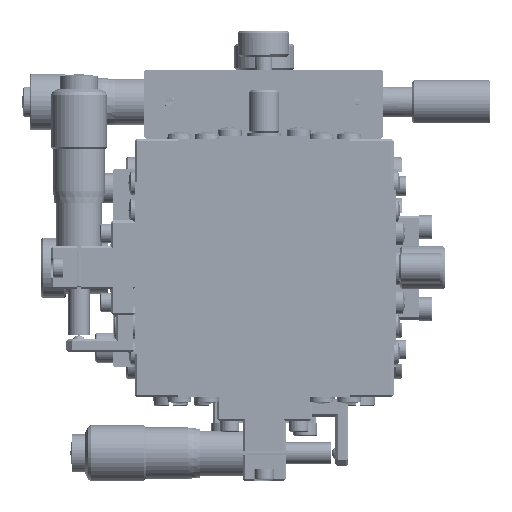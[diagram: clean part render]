
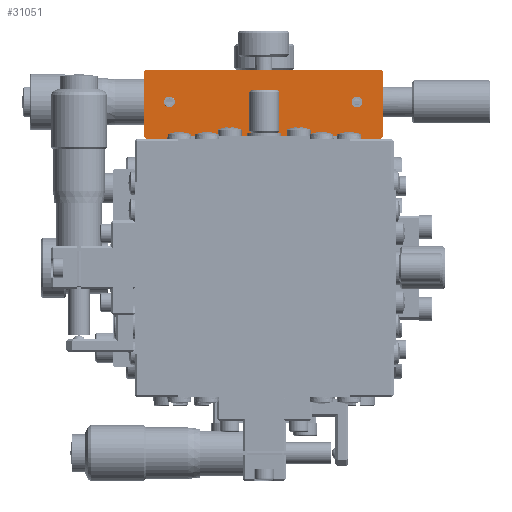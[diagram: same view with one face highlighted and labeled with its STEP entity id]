
A CAD part, front view. The second image highlights one B-rep face of the part: STEP entity #31051.
In plain terms, the highlighted planar face has unit normal (0, -1, 0).
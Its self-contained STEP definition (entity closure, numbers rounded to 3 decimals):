
#1120 = VECTOR ( 'NONE', #218312, 1000. ) ;
#7284 = DIRECTION ( 'NONE',  ( 0., -1., 0. ) ) ;
#7618 = EDGE_CURVE ( 'NONE', #76110, #187044, #177313, .T. ) ;
#10454 = DIRECTION ( 'NONE',  ( 0., 0., -1. ) ) ;
#13002 = ORIENTED_EDGE ( 'NONE', *, *, #48823, .T. ) ;
#15150 = CARTESIAN_POINT ( 'NONE',  ( 18.865, 96.853, -25.3 ) ) ;
#19914 = CARTESIAN_POINT ( 'NONE',  ( 25.865, 96.853, -41.3 ) ) ;
#20928 = DIRECTION ( 'NONE',  ( 0., -1., 0. ) ) ;
#27916 = CARTESIAN_POINT ( 'NONE',  ( -29.135, 96.853, -40.8 ) ) ;
#28785 = CARTESIAN_POINT ( 'NONE',  ( 26.365, 96.853, -25.3 ) ) ;
#31051 = ADVANCED_FACE ( 'NONE', ( #65182, #178996, #222662 ), #214546, .T. ) ;
#31073 = DIRECTION ( 'NONE',  ( -0.707, 0., 0.707 ) ) ;
#33526 = EDGE_CURVE ( 'NONE', #132717, #226902, #137816, .T. ) ;
#36697 = ORIENTED_EDGE ( 'NONE', *, *, #99387, .T. ) ;
#38835 = DIRECTION ( 'NONE',  ( -0.707, 0., -0.707 ) ) ;
#40992 = ORIENTED_EDGE ( 'NONE', *, *, #70376, .F. ) ;
#44191 = ORIENTED_EDGE ( 'NONE', *, *, #7618, .F. ) ;
#46774 = VECTOR ( 'NONE', #31073, 1000. ) ;
#47380 = LINE ( 'NONE', #130768, #110927 ) ;
#48823 = EDGE_CURVE ( 'NONE', #128560, #249318, #253588, .T. ) ;
#50175 = LINE ( 'NONE', #197489, #254559 ) ;
#51396 = EDGE_CURVE ( 'NONE', #249318, #68129, #52312, .T. ) ;
#52312 = LINE ( 'NONE', #80014, #55563 ) ;
#54735 = VERTEX_POINT ( 'NONE', #100923 ) ;
#55563 = VECTOR ( 'NONE', #38835, 1000. ) ;
#56928 = LINE ( 'NONE', #222981, #46774 ) ;
#57528 = VECTOR ( 'NONE', #116481, 1000. ) ;
#58424 = EDGE_CURVE ( 'NONE', #173428, #227975, #183754, .T. ) ;
#61024 = DIRECTION ( 'NONE',  ( -1., 0., 0. ) ) ;
#61460 = AXIS2_PLACEMENT_3D ( 'NONE', #266914, #138603, #10454 ) ;
#62111 = CARTESIAN_POINT ( 'NONE',  ( -29.135, 96.853, -25.8 ) ) ;
#65182 = FACE_BOUND ( 'NONE', #105365, .T. ) ;
#68129 = VERTEX_POINT ( 'NONE', #62111 ) ;
#70376 = EDGE_CURVE ( 'NONE', #187044, #76110, #121537, .T. ) ;
#74137 = EDGE_CURVE ( 'NONE', #132717, #128560, #56928, .T. ) ;
#76110 = VERTEX_POINT ( 'NONE', #274228 ) ;
#79136 = ORIENTED_EDGE ( 'NONE', *, *, #96564, .F. ) ;
#80014 = CARTESIAN_POINT ( 'NONE',  ( -12.885, 96.853, -9.55 ) ) ;
#89260 = AXIS2_PLACEMENT_3D ( 'NONE', #90693, #131804, #195450 ) ;
#89932 = CARTESIAN_POINT ( 'NONE',  ( 18.865, 96.853, -41.3 ) ) ;
#90693 = CARTESIAN_POINT ( 'NONE',  ( 20.365, 96.853, -32.8 ) ) ;
#96564 = EDGE_CURVE ( 'NONE', #276808, #54735, #187978, .T. ) ;
#99387 = EDGE_CURVE ( 'NONE', #227975, #226902, #171837, .T. ) ;
#99925 = EDGE_CURVE ( 'NONE', #100774, #173428, #47380, .T. ) ;
#100031 = ORIENTED_EDGE ( 'NONE', *, *, #33526, .F. ) ;
#100774 = VERTEX_POINT ( 'NONE', #27916 ) ;
#100923 = CARTESIAN_POINT ( 'NONE',  ( -23.135, 96.853, -34.05 ) ) ;
#105365 = EDGE_LOOP ( 'NONE', ( #186129, #79136 ) ) ;
#109261 = CARTESIAN_POINT ( 'NONE',  ( 20.365, 96.853, -34.05 ) ) ;
#110927 = VECTOR ( 'NONE', #259120, 1000. ) ;
#116481 = DIRECTION ( 'NONE',  ( 0., 0., -1. ) ) ;
#121537 = CIRCLE ( 'NONE', #89260, 1.25 ) ;
#127614 = CARTESIAN_POINT ( 'NONE',  ( 26.365, 96.853, -25.8 ) ) ;
#128560 = VERTEX_POINT ( 'NONE', #236024 ) ;
#130768 = CARTESIAN_POINT ( 'NONE',  ( -4.885, 96.853, -65.05 ) ) ;
#131804 = DIRECTION ( 'NONE',  ( 0., -1., 0. ) ) ;
#132717 = VERTEX_POINT ( 'NONE', #127614 ) ;
#137816 = LINE ( 'NONE', #28785, #57528 ) ;
#138603 = DIRECTION ( 'NONE',  ( 0., -1., 0. ) ) ;
#150771 = AXIS2_PLACEMENT_3D ( 'NONE', #232499, #20928, #252978 ) ;
#154573 = CARTESIAN_POINT ( 'NONE',  ( 22.365, 96.853, -44.8 ) ) ;
#155411 = ORIENTED_EDGE ( 'NONE', *, *, #58424, .T. ) ;
#159891 = CARTESIAN_POINT ( 'NONE',  ( -23.135, 96.853, -31.55 ) ) ;
#162472 = CARTESIAN_POINT ( 'NONE',  ( -28.635, 96.853, -25.3 ) ) ;
#165255 = CARTESIAN_POINT ( 'NONE',  ( -21.135, 96.853, -41.3 ) ) ;
#167078 = DIRECTION ( 'NONE',  ( 1., 0., 0. ) ) ;
#171837 = LINE ( 'NONE', #154573, #1120 ) ;
#173428 = VERTEX_POINT ( 'NONE', #174087 ) ;
#174087 = CARTESIAN_POINT ( 'NONE',  ( -28.635, 96.853, -41.3 ) ) ;
#174266 = AXIS2_PLACEMENT_3D ( 'NONE', #89932, #237987, #215466 ) ;
#175046 = CIRCLE ( 'NONE', #150771, 1.25 ) ;
#177313 = CIRCLE ( 'NONE', #61460, 1.25 ) ;
#178996 = FACE_BOUND ( 'NONE', #255335, .T. ) ;
#183754 = LINE ( 'NONE', #165255, #264210 ) ;
#184542 = ORIENTED_EDGE ( 'NONE', *, *, #51396, .T. ) ;
#186129 = ORIENTED_EDGE ( 'NONE', *, *, #210980, .F. ) ;
#187044 = VERTEX_POINT ( 'NONE', #109261 ) ;
#187978 = CIRCLE ( 'NONE', #267460, 1.25 ) ;
#193144 = EDGE_CURVE ( 'NONE', #100774, #68129, #50175, .T. ) ;
#195450 = DIRECTION ( 'NONE',  ( 0., 0., -1. ) ) ;
#196638 = VECTOR ( 'NONE', #61024, 1000. ) ;
#197489 = CARTESIAN_POINT ( 'NONE',  ( -29.135, 96.853, -25.3 ) ) ;
#199812 = ORIENTED_EDGE ( 'NONE', *, *, #74137, .T. ) ;
#203722 = DIRECTION ( 'NONE',  ( 0., 0., -1. ) ) ;
#210980 = EDGE_CURVE ( 'NONE', #54735, #276808, #175046, .T. ) ;
#214546 = PLANE ( 'NONE',  #174266 ) ;
#215466 = DIRECTION ( 'NONE',  ( 0., 0., -1. ) ) ;
#218312 = DIRECTION ( 'NONE',  ( 0.707, 0., 0.707 ) ) ;
#222662 = FACE_OUTER_BOUND ( 'NONE', #273363, .T. ) ;
#222981 = CARTESIAN_POINT ( 'NONE',  ( 30.365, 96.853, -29.8 ) ) ;
#223470 = CARTESIAN_POINT ( 'NONE',  ( -23.135, 96.853, -32.8 ) ) ;
#226902 = VERTEX_POINT ( 'NONE', #273231 ) ;
#227975 = VERTEX_POINT ( 'NONE', #19914 ) ;
#232499 = CARTESIAN_POINT ( 'NONE',  ( -23.135, 96.853, -32.8 ) ) ;
#236024 = CARTESIAN_POINT ( 'NONE',  ( 25.865, 96.853, -25.3 ) ) ;
#237937 = DIRECTION ( 'NONE',  ( 0., 0., 1. ) ) ;
#237987 = DIRECTION ( 'NONE',  ( 0., -1., 0. ) ) ;
#249318 = VERTEX_POINT ( 'NONE', #162472 ) ;
#252978 = DIRECTION ( 'NONE',  ( 0., 0., -1. ) ) ;
#253588 = LINE ( 'NONE', #15150, #196638 ) ;
#254559 = VECTOR ( 'NONE', #237937, 1000. ) ;
#255335 = EDGE_LOOP ( 'NONE', ( #40992, #44191 ) ) ;
#259120 = DIRECTION ( 'NONE',  ( 0.707, 0., -0.707 ) ) ;
#264210 = VECTOR ( 'NONE', #167078, 1000. ) ;
#266914 = CARTESIAN_POINT ( 'NONE',  ( 20.365, 96.853, -32.8 ) ) ;
#267460 = AXIS2_PLACEMENT_3D ( 'NONE', #223470, #7284, #203722 ) ;
#270877 = ORIENTED_EDGE ( 'NONE', *, *, #99925, .T. ) ;
#273231 = CARTESIAN_POINT ( 'NONE',  ( 26.365, 96.853, -40.8 ) ) ;
#273363 = EDGE_LOOP ( 'NONE', ( #155411, #36697, #100031, #199812, #13002, #184542, #276533, #270877 ) ) ;
#274228 = CARTESIAN_POINT ( 'NONE',  ( 20.365, 96.853, -31.55 ) ) ;
#276533 = ORIENTED_EDGE ( 'NONE', *, *, #193144, .F. ) ;
#276808 = VERTEX_POINT ( 'NONE', #159891 ) ;
